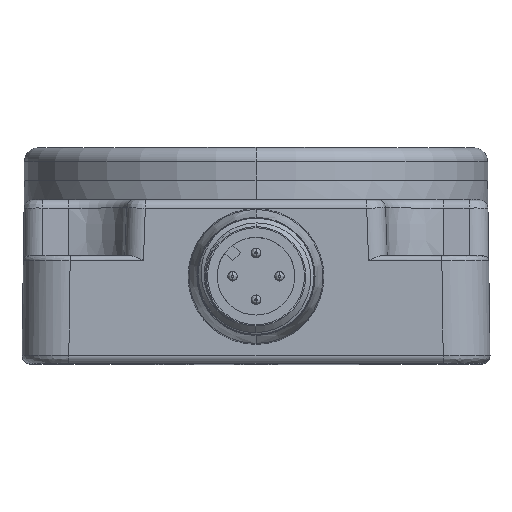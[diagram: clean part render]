
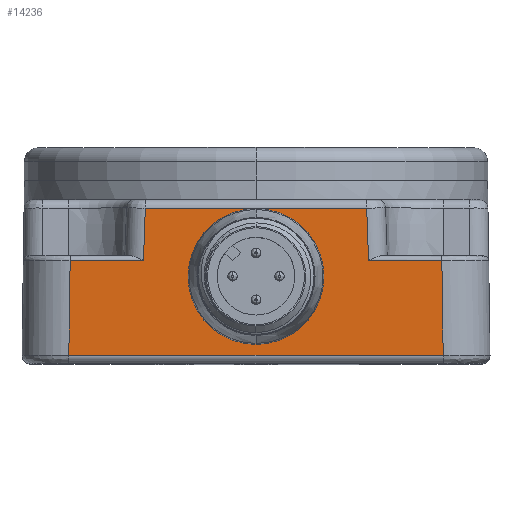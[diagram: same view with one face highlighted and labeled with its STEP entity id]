
A CAD part, top view. The second image highlights one B-rep face of the part: STEP entity #14236.
In plain terms, the highlighted planar face has unit normal (0, 0, 1).
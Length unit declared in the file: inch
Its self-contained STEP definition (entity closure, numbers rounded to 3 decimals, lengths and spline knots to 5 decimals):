
#1025=CARTESIAN_POINT('',(0.78133,0.31496,
1.37795));
#1056=DIRECTION('',(-1.,0.,0.));
#1057=VECTOR('',#1056,1.57376);
#1058=CARTESIAN_POINT('',(0.78688,-0.08268,
1.37795));
#1059=LINE('',#1058,#1057);
#1060=DIRECTION('',(-0.014,-1.,0.));
#1061=VECTOR('',#1060,0.39768);
#1062=CARTESIAN_POINT('',(-0.78133,0.31496,
1.37795));
#1063=LINE('',#1062,#1061);
#1064=DIRECTION('',(1.,0.,0.));
#1065=VECTOR('',#1064,0.30825);
#1066=CARTESIAN_POINT('',(-0.78133,0.31496,
1.37795));
#1067=LINE('',#1066,#1065);
#1068=DIRECTION('',(1.,0.,0.));
#1069=VECTOR('',#1068,0.93076);
#1070=CARTESIAN_POINT('',(-0.46538,0.53543,
1.37795));
#1071=LINE('',#1070,#1069);
#1072=DIRECTION('',(1.,0.,0.));
#1073=VECTOR('',#1072,0.30825);
#1074=CARTESIAN_POINT('',(0.47308,0.31496,
1.37795));
#1075=LINE('',#1074,#1073);
#1076=DIRECTION('',(-0.014,1.,0.));
#1077=VECTOR('',#1076,0.39768);
#1078=CARTESIAN_POINT('',(0.78688,-0.08268,
1.37795));
#1079=LINE('',#1078,#1077);
#1080=CARTESIAN_POINT('',(0.,0.24803,1.37795));
#1081=DIRECTION('',(0.,0.,1.));
#1082=DIRECTION('',(0.,1.,0.));
#1083=AXIS2_PLACEMENT_3D('',#1080,#1081,#1082);
#1085=CARTESIAN_POINT('',(0.,0.24803,1.37795));
#1086=DIRECTION('',(0.,0.,1.));
#1087=DIRECTION('',(0.,-1.,0.));
#1088=AXIS2_PLACEMENT_3D('',#1085,#1086,#1087);
#1383=CARTESIAN_POINT('',(0.46538,0.53543,
1.37795));
#1416=DIRECTION('',(-0.035,0.999,0.));
#1417=VECTOR('',#1416,0.22061);
#1418=CARTESIAN_POINT('',(0.47308,0.31496,
1.37795));
#1419=LINE('',#1418,#1417);
#1465=DIRECTION('',(-0.035,-0.999,0.));
#1466=VECTOR('',#1465,0.22061);
#1467=CARTESIAN_POINT('',(-0.46538,0.53543,
1.37795));
#1468=LINE('',#1467,#1466);
#12826=CARTESIAN_POINT('',(0.78688,-0.08268,
1.37795));
#12827=CARTESIAN_POINT('',(-0.78688,-0.08268,
1.37795));
#12828=VERTEX_POINT('',#12826);
#12829=VERTEX_POINT('',#12827);
#12847=VERTEX_POINT('',#1383);
#12850=CARTESIAN_POINT('',(-0.46538,0.53543,
1.37795));
#12851=VERTEX_POINT('',#12850);
#13245=VERTEX_POINT('',#1025);
#13248=CARTESIAN_POINT('',(0.47308,0.31496,
1.37795));
#13249=VERTEX_POINT('',#13248);
#13250=CARTESIAN_POINT('',(-0.78133,0.31496,
1.37795));
#13251=CARTESIAN_POINT('',(-0.47308,0.31496,
1.37795));
#13252=VERTEX_POINT('',#13250);
#13253=VERTEX_POINT('',#13251);
#13347=CARTESIAN_POINT('',(0.,0.53346,1.37795));
#13348=CARTESIAN_POINT('',(0.,-0.0374,1.37795));
#13349=VERTEX_POINT('',#13347);
#13350=VERTEX_POINT('',#13348);
#14209=CARTESIAN_POINT('',(-0.98425,-0.11811,
1.37795));
#14210=DIRECTION('',(0.,0.,1.));
#14211=DIRECTION('',(1.,0.,0.));
#14212=AXIS2_PLACEMENT_3D('',#14209,#14210,#14211);
#14213=PLANE('',#14212);
#14214=ORIENTED_EDGE('',*,*,#13778,.T.);
#14216=ORIENTED_EDGE('',*,*,#14215,.F.);
#14218=ORIENTED_EDGE('',*,*,#14217,.T.);
#14220=ORIENTED_EDGE('',*,*,#14219,.F.);
#14222=ORIENTED_EDGE('',*,*,#14221,.T.);
#14224=ORIENTED_EDGE('',*,*,#14223,.F.);
#14226=ORIENTED_EDGE('',*,*,#14225,.T.);
#14227=ORIENTED_EDGE('',*,*,#14201,.F.);
#14228=EDGE_LOOP('',(#14214,#14216,#14218,#14220,#14222,#14224,#14226,#14227));
#14229=FACE_OUTER_BOUND('',#14228,.F.);
#14231=ORIENTED_EDGE('',*,*,#14230,.T.);
#14233=ORIENTED_EDGE('',*,*,#14232,.T.);
#14234=EDGE_LOOP('',(#14231,#14233));
#14235=FACE_BOUND('',#14234,.F.);
#14236=ADVANCED_FACE('',(#14229,#14235),#14213,.T.);
#1084=CIRCLE('',#1083,0.28543);
#1089=CIRCLE('',#1088,0.28543);
#13778=EDGE_CURVE('',#12828,#12829,#1059,.T.);
#14201=EDGE_CURVE('',#12828,#13245,#1079,.T.);
#14215=EDGE_CURVE('',#13252,#12829,#1063,.T.);
#14217=EDGE_CURVE('',#13252,#13253,#1067,.T.);
#14219=EDGE_CURVE('',#12851,#13253,#1468,.T.);
#14221=EDGE_CURVE('',#12851,#12847,#1071,.T.);
#14223=EDGE_CURVE('',#13249,#12847,#1419,.T.);
#14225=EDGE_CURVE('',#13249,#13245,#1075,.T.);
#14230=EDGE_CURVE('',#13349,#13350,#1084,.T.);
#14232=EDGE_CURVE('',#13350,#13349,#1089,.T.);
